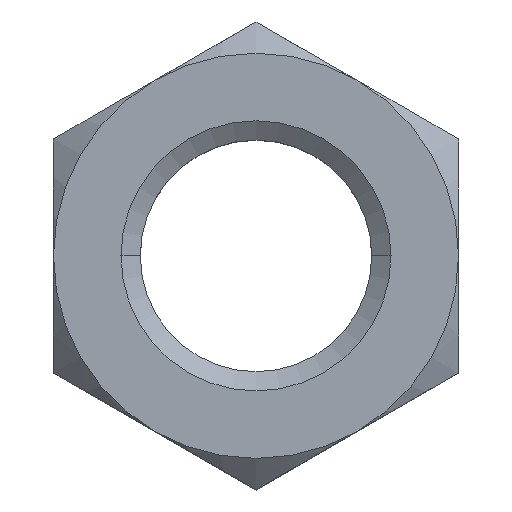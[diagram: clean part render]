
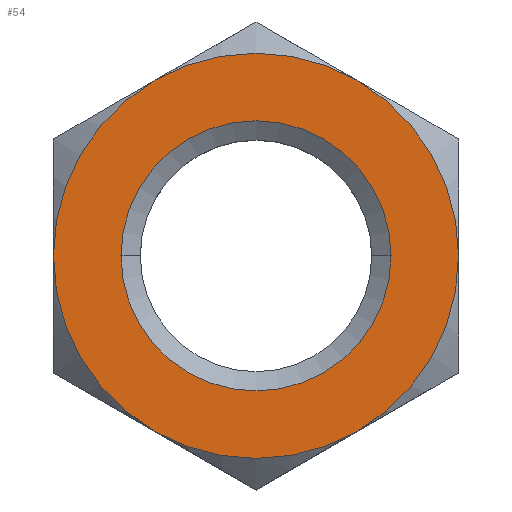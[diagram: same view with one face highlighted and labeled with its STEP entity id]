
A CAD part, top view. The second image highlights one B-rep face of the part: STEP entity #54.
In plain terms, the highlighted planar face has unit normal (0, 0, 1).
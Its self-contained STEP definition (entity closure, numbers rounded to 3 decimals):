
#20 = CIRCLE ( 'NONE', #127, 10.5 ) ;
#32 = CIRCLE ( 'NONE', #167, 7. ) ;
#43 = VERTEX_POINT ( 'NONE', #415 ) ;
#54 = ADVANCED_FACE ( 'NONE', ( #251, #210 ), #320, .F. ) ;
#59 = ORIENTED_EDGE ( 'NONE', *, *, #622, .F. ) ;
#62 = ORIENTED_EDGE ( 'NONE', *, *, #620, .F. ) ;
#64 = VERTEX_POINT ( 'NONE', #296 ) ;
#85 = CIRCLE ( 'NONE', #98, 7. ) ;
#86 = CIRCLE ( 'NONE', #109, 10.5 ) ;
#87 = CIRCLE ( 'NONE', #99, 10.5 ) ;
#88 = CIRCLE ( 'NONE', #116, 10.5 ) ;
#93 = CIRCLE ( 'NONE', #119, 10.5 ) ;
#98 = AXIS2_PLACEMENT_3D ( 'NONE', #329, #322, #321 ) ;
#99 = AXIS2_PLACEMENT_3D ( 'NONE', #346, #344, #338 ) ;
#109 = AXIS2_PLACEMENT_3D ( 'NONE', #357, #355, #354 ) ;
#116 = AXIS2_PLACEMENT_3D ( 'NONE', #367, #363, #362 ) ;
#119 = AXIS2_PLACEMENT_3D ( 'NONE', #381, #380, #375 ) ;
#126 = ORIENTED_EDGE ( 'NONE', *, *, #626, .F. ) ;
#127 = AXIS2_PLACEMENT_3D ( 'NONE', #388, #387, #384 ) ;
#129 = CIRCLE ( 'NONE', #135, 10.5 ) ;
#135 = AXIS2_PLACEMENT_3D ( 'NONE', #408, #407, #406 ) ;
#152 = EDGE_LOOP ( 'NONE', ( #126, #343 ) ) ;
#167 = AXIS2_PLACEMENT_3D ( 'NONE', #461, #460, #459 ) ;
#210 = FACE_BOUND ( 'NONE', #152, .T. ) ;
#246 = DIRECTION ( 'NONE',  ( -1., 0., 0. ) ) ;
#251 = FACE_OUTER_BOUND ( 'NONE', #277, .T. ) ;
#277 = EDGE_LOOP ( 'NONE', ( #292, #62, #289, #59, #441, #390 ) ) ;
#289 = ORIENTED_EDGE ( 'NONE', *, *, #621, .F. ) ;
#292 = ORIENTED_EDGE ( 'NONE', *, *, #613, .F. ) ;
#296 = CARTESIAN_POINT ( 'NONE',  ( -5.25, 9.093, 0. ) ) ;
#314 = VERTEX_POINT ( 'NONE', #543 ) ;
#316 = VERTEX_POINT ( 'NONE', #516 ) ;
#320 = PLANE ( 'NONE',  #556 ) ;
#321 = DIRECTION ( 'NONE',  ( 1., 0., 0. ) ) ;
#322 = DIRECTION ( 'NONE',  ( 0., 0., 1. ) ) ;
#329 = CARTESIAN_POINT ( 'NONE',  ( 0., 0., 0. ) ) ;
#330 = CARTESIAN_POINT ( 'NONE',  ( 0., 12.124, 0. ) ) ;
#338 = DIRECTION ( 'NONE',  ( -1., 0., 0. ) ) ;
#342 = VERTEX_POINT ( 'NONE', #512 ) ;
#343 = ORIENTED_EDGE ( 'NONE', *, *, #588, .F. ) ;
#344 = DIRECTION ( 'NONE',  ( 0., 0., -1. ) ) ;
#346 = CARTESIAN_POINT ( 'NONE',  ( 0., 0., 0. ) ) ;
#354 = DIRECTION ( 'NONE',  ( 1., 0., 0. ) ) ;
#355 = DIRECTION ( 'NONE',  ( 0., 0., 1. ) ) ;
#357 = CARTESIAN_POINT ( 'NONE',  ( 0., 0., 0. ) ) ;
#362 = DIRECTION ( 'NONE',  ( -1., 0., 0. ) ) ;
#363 = DIRECTION ( 'NONE',  ( 0., 0., -1. ) ) ;
#365 = VERTEX_POINT ( 'NONE', #494 ) ;
#367 = CARTESIAN_POINT ( 'NONE',  ( 0., 0., 0. ) ) ;
#375 = DIRECTION ( 'NONE',  ( -1., 0., 0. ) ) ;
#380 = DIRECTION ( 'NONE',  ( 0., 0., -1. ) ) ;
#381 = CARTESIAN_POINT ( 'NONE',  ( 0., 0., 0. ) ) ;
#384 = DIRECTION ( 'NONE',  ( -1., 0., 0. ) ) ;
#387 = DIRECTION ( 'NONE',  ( 0., 0., -1. ) ) ;
#388 = CARTESIAN_POINT ( 'NONE',  ( 0., 0., 0. ) ) ;
#390 = ORIENTED_EDGE ( 'NONE', *, *, #624, .F. ) ;
#396 = VERTEX_POINT ( 'NONE', #495 ) ;
#406 = DIRECTION ( 'NONE',  ( -1., 0., 0. ) ) ;
#407 = DIRECTION ( 'NONE',  ( 0., 0., -1. ) ) ;
#408 = CARTESIAN_POINT ( 'NONE',  ( 0., 0., 0. ) ) ;
#415 = CARTESIAN_POINT ( 'NONE',  ( 5.25, 9.093, 0. ) ) ;
#427 = VERTEX_POINT ( 'NONE', #476 ) ;
#431 = DIRECTION ( 'NONE',  ( 0., 0., -1. ) ) ;
#441 = ORIENTED_EDGE ( 'NONE', *, *, #623, .T. ) ;
#459 = DIRECTION ( 'NONE',  ( 1., 0., 0. ) ) ;
#460 = DIRECTION ( 'NONE',  ( 0., 0., 1. ) ) ;
#461 = CARTESIAN_POINT ( 'NONE',  ( 0., 0., 0. ) ) ;
#476 = CARTESIAN_POINT ( 'NONE',  ( 10.5, 0., 0. ) ) ;
#494 = CARTESIAN_POINT ( 'NONE',  ( -7., 0., 0. ) ) ;
#495 = CARTESIAN_POINT ( 'NONE',  ( 7., 0., 0. ) ) ;
#512 = CARTESIAN_POINT ( 'NONE',  ( -5.25, -9.093, 0. ) ) ;
#516 = CARTESIAN_POINT ( 'NONE',  ( -10.5, 0., 0. ) ) ;
#543 = CARTESIAN_POINT ( 'NONE',  ( 5.25, -9.093, 0. ) ) ;
#556 = AXIS2_PLACEMENT_3D ( 'NONE', #330, #431, #246 ) ;
#588 = EDGE_CURVE ( 'NONE', #365, #396, #32, .T. ) ;
#613 = EDGE_CURVE ( 'NONE', #316, #64, #129, .T. ) ;
#620 = EDGE_CURVE ( 'NONE', #342, #316, #20, .T. ) ;
#621 = EDGE_CURVE ( 'NONE', #314, #342, #93, .T. ) ;
#622 = EDGE_CURVE ( 'NONE', #427, #314, #88, .T. ) ;
#623 = EDGE_CURVE ( 'NONE', #427, #43, #86, .T. ) ;
#624 = EDGE_CURVE ( 'NONE', #64, #43, #87, .T. ) ;
#626 = EDGE_CURVE ( 'NONE', #396, #365, #85, .T. ) ;
